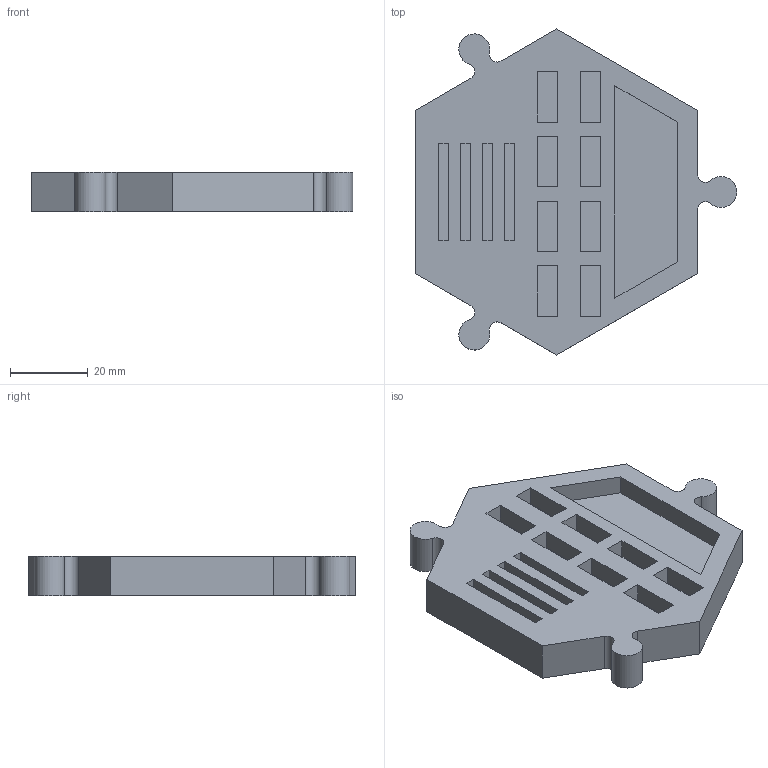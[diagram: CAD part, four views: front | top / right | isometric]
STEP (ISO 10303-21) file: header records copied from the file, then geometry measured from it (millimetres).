
FILE_DESCRIPTION(/* description */ (''),/* implementation_level */ '2;1');
FILE_NAME(/* name */ 'C-SD disk.step',/* time_stamp */ '2020-04-07T14:36:57+08:00',/* author */ (''),/* organization */ (''),/* preprocessor_version */ 'ST-DEVELOPER v18',/* originating_system */ 'Autodesk Translation Framework v8.12.0.6',/* authorisation */ '');
FILE_SCHEMA (('AUTOMOTIVE_DESIGN { 1 0 10303 214 3 1 1 }'));
Length unit declared in the file: millimetre
Products named in the file (1): CAM 根节点
Bounding box: 82.73 x 84 x 10.2 mm (x, y, z)
Volume: 41064.9 mm3; surface area: 15884 mm2
Topology: 1 solids, 1 shells, 85 faces, 210 edges, 140 vertices
Faces by surface type: plane 76, cylinder 9
Entity records: 2515 total; most frequent: CARTESIAN_POINT 436, ORIENTED_EDGE 420, DIRECTION 400, EDGE_CURVE 210, LINE 192, VECTOR 192, VERTEX_POINT 140, AXIS2_PLACEMENT_3D 104
